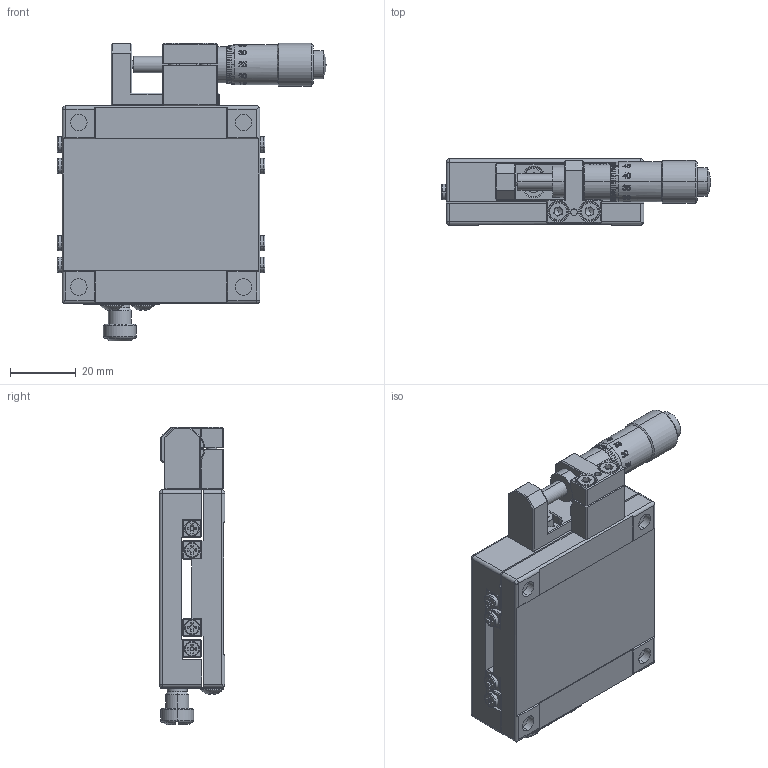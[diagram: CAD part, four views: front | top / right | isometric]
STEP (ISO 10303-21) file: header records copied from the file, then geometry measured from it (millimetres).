
FILE_DESCRIPTION (( 'STEP AP203' ), '1' );
FILE_NAME ('MX60-AS.STEP', '2013-04-26T08:59:46', ( '123' ), ( '' ), 'SwSTEP 2.0', 'SolidWorks 2013', '' );
FILE_SCHEMA (( 'CONFIG_CONTROL_DESIGN' ));
Length unit declared in the file: millimetre
Products named in the file (3): Group1^MX60-AS; Group2^MX60-AS; MX60-AS
Assembly tree (2 placements, depth 2):
  MX60-AS
    Group1^MX60-AS
    Group2^MX60-AS
Bounding box: 81.75 x 20 x 90.3 mm (x, y, z)
Volume: 73902.1 mm3; surface area: 32144.7 mm2
Topology: 14 solids, 14 shells, 2982 faces, 7786 edges, 5028 vertices
Faces by surface type: plane 1790, bspline 522, cylinder 484, cone 122, torus 50, sphere 14
Entity records: 125242 total; most frequent: CARTESIAN_POINT 54948, ORIENTED_EDGE 15510, DIRECTION 12801, EDGE_CURVE 7755, VERTEX_POINT 5025, VECTOR 4793, LINE 4793, AXIS2_PLACEMENT_3D 4004
